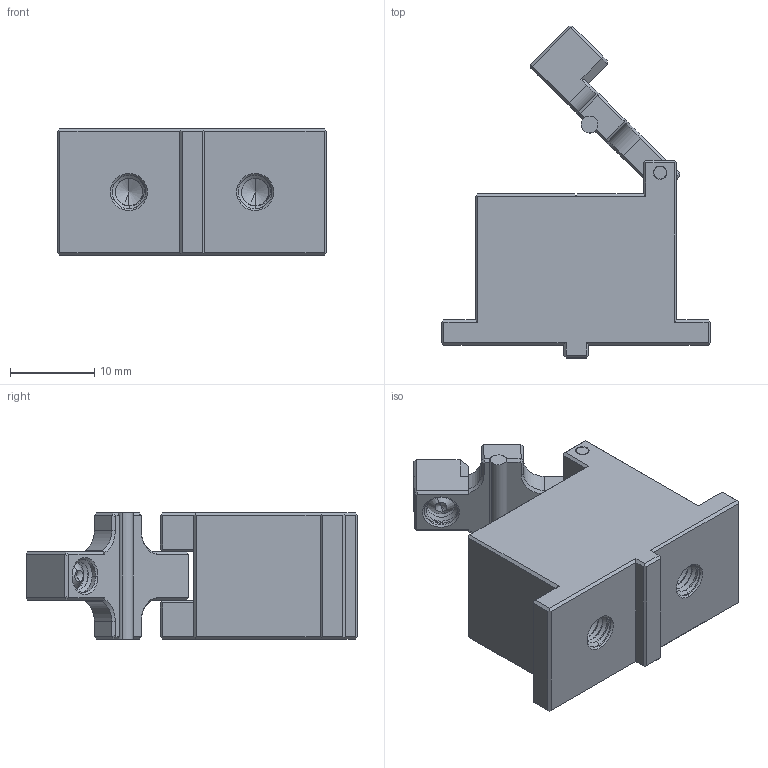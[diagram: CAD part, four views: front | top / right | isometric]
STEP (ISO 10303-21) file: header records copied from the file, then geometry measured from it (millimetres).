
FILE_DESCRIPTION((''),'2;1');
FILE_NAME('HC-HF_ASM','2022-08-20T',('daizh'),(''),'CREO PARAMETRIC BY PTC INC, 2018360','CREO PARAMETRIC BY PTC INC, 2018360','');
FILE_SCHEMA(('CONFIG_CONTROL_DESIGN'));
Length unit declared in the file: millimetre
Products named in the file (7): MAGNET_6X2; 2X15_RING_CORD; M4X6_HSJ; AXLE_1_6X6; HC-HF_A2; HC-HF_A1; HC-HF_ASM
Assembly tree (7 placements, depth 2):
  HC-HF_ASM
    MAGNET_6X2
    2X15_RING_CORD
    M4X6_HSJ
    AXLE_1_6X6  x2
    HC-HF_A2
    HC-HF_A1
Bounding box: 32 x 39.45 x 15 mm (x, y, z)
Volume: 7544 mm3; surface area: 3987.8 mm2
Topology: 7 solids, 7 shells, 282 faces, 714 edges, 444 vertices
Faces by surface type: plane 162, cylinder 68, cone 28, bspline 20, torus 4
Entity records: 12096 total; most frequent: CARTESIAN_POINT 5520, ORIENTED_EDGE 1404, DIRECTION 1198, EDGE_CURVE 702, VECTOR 490, LINE 490, VERTEX_POINT 440, AXIS2_PLACEMENT_3D 354
